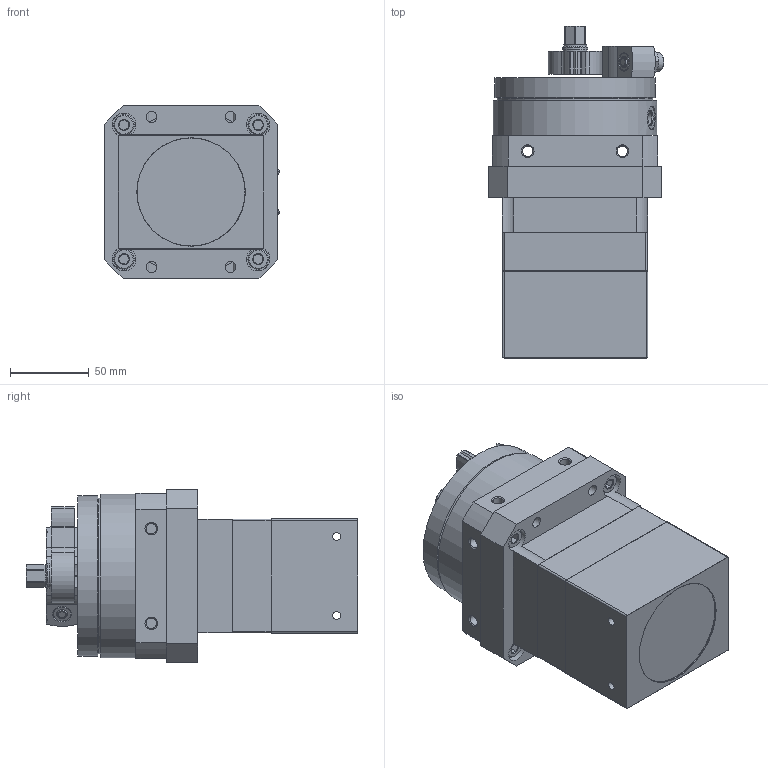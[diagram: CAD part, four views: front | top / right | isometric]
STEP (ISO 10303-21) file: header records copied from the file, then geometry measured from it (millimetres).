
FILE_DESCRIPTION(/* description */ ('AR70 HDC-70MM'),/* implementation_level */ '2;1');
FILE_NAME(/* name */ 'MS-8140320.stp',/* time_stamp */ '2013-12-10T11:25:15+01:00',/* author */ ('bs'),/* organization */ (''),/* preprocessor_version */ 'ST-DEVELOPER v15.2',/* originating_system */ 'Autodesk Inventor 2014',/* authorisation */ '');
FILE_SCHEMA (('AUTOMOTIVE_DESIGN { 1 0 10303 214 3 1 1 }'));
Length unit declared in the file: millimetre
Products named in the file (1): MS-8140320
Bounding box: 111.17 x 210.2 x 110 mm (x, y, z)
Surface area: 132998.3 mm2 (no closed solid volume)
Topology: 0 solids, 31 shells, 360 faces, 1014 edges, 672 vertices
Faces by surface type: plane 175, cone 103, cylinder 79, torus 3
Full cylindrical faces by diameter (mm): 1.567 x2, 5 x4, 6 x1, 6.647 x10, 6.8 x4, 7 x2, 8.566 x3, 10 x1, 11 x2, 12 x2, 14.5 x1, 15 x6, 15.2 x1, 16 x2, 20 x1, 43 x1, 49 x1, 63 x1, 68.5 x1, 72 x1, 98.5 x1, 101.5 x1, 103.65 x1
Entity records: 11740 total; most frequent: CARTESIAN_POINT 2637, DIRECTION 1910, ORIENTED_EDGE 1480, EDGE_CURVE 897, AXIS2_PLACEMENT_3D 772, VERTEX_POINT 648, EDGE_LOOP 532, CIRCLE 411
